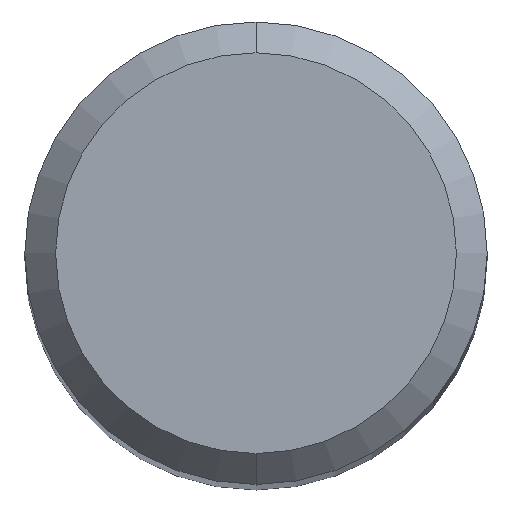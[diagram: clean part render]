
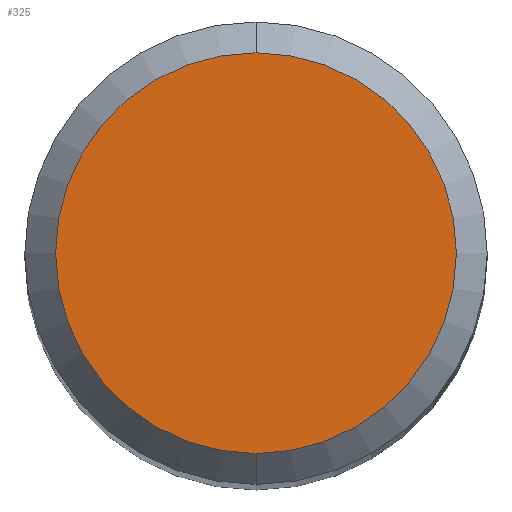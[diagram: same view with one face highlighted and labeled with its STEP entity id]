
A CAD part, top view. The second image highlights one B-rep face of the part: STEP entity #325.
In plain terms, the highlighted planar face has unit normal (0, 0, 1).
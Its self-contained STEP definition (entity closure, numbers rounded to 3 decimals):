
#199=EDGE_CURVE('',#273,#259,#515,.T.);
#259=VERTEX_POINT('',#588);
#273=VERTEX_POINT('',#603);
#325=ADVANCED_FACE('',(#660),#661,.T.);
#427=EDGE_CURVE('',#259,#273,#771,.T.);
#515=CIRCLE('',#898,2.6);
#588=CARTESIAN_POINT('',(0.0,2.6,0.0));
#603=CARTESIAN_POINT('',(0.,-2.6,0.0));
#660=FACE_OUTER_BOUND('',#1212,.T.);
#661=PLANE('',#1213);
#771=CIRCLE('',#1390,2.6);
#898=AXIS2_PLACEMENT_3D('',#1485,#1486,#1487);
#1212=EDGE_LOOP('',(#1688,#1689));
#1213=AXIS2_PLACEMENT_3D('',#1690,#1691,#1692);
#1390=AXIS2_PLACEMENT_3D('',#1817,#1818,#1819);
#1485=CARTESIAN_POINT('',(0.0,0.0,0.0));
#1486=DIRECTION('',(0.0,0.0,-1.0));
#1487=DIRECTION('',(0.0,1.0,0.0));
#1688=ORIENTED_EDGE('',*,*,#427,.F.);
#1689=ORIENTED_EDGE('',*,*,#199,.F.);
#1690=CARTESIAN_POINT('',(0.0,1.3,0.0));
#1691=DIRECTION('',(-0.0,0.0,1.0));
#1692=DIRECTION('',(0.0,-1.0,0.0));
#1817=CARTESIAN_POINT('',(0.0,0.0,0.0));
#1818=DIRECTION('',(0.0,0.0,-1.0));
#1819=DIRECTION('',(0.0,1.0,0.0));
